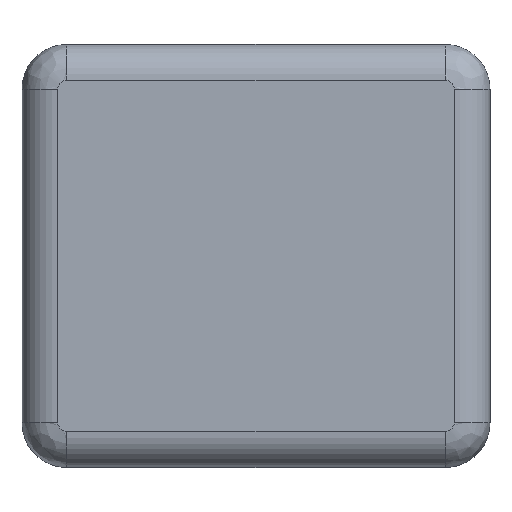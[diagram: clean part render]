
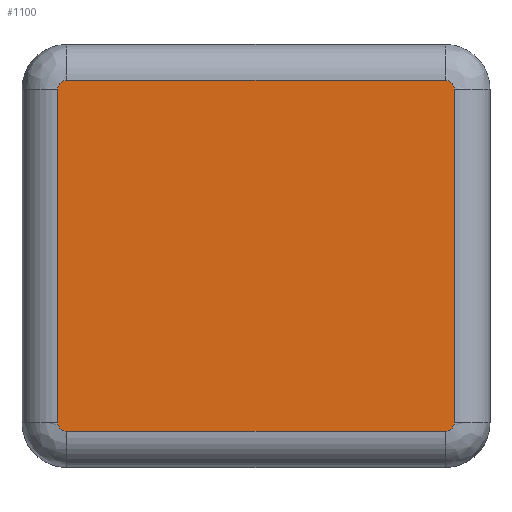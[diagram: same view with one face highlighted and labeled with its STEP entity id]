
A CAD part, top view. The second image highlights one B-rep face of the part: STEP entity #1100.
In plain terms, the highlighted planar face has unit normal (0, 0, 1).
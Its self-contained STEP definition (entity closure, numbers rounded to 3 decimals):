
#54=CIRCLE('',#1211,1.588);
#60=CIRCLE('',#1218,1.588);
#63=CIRCLE('',#1222,1.588);
#67=CIRCLE('',#1227,1.588);
#114=PLANE('',#1232);
#172=FACE_OUTER_BOUND('',#243,.T.);
#243=EDGE_LOOP('',(#930,#931,#932,#933,#934,#935,#936,#937));
#337=LINE('',#1919,#422);
#338=LINE('',#1936,#423);
#339=LINE('',#1952,#424);
#340=LINE('',#1968,#425);
#422=VECTOR('',#1499,10.);
#423=VECTOR('',#1510,10.);
#424=VECTOR('',#1519,10.);
#425=VECTOR('',#1528,10.);
#515=VERTEX_POINT('',#1910);
#516=VERTEX_POINT('',#1912);
#517=VERTEX_POINT('',#1917);
#518=VERTEX_POINT('',#1929);
#519=VERTEX_POINT('',#1934);
#520=VERTEX_POINT('',#1946);
#521=VERTEX_POINT('',#1950);
#522=VERTEX_POINT('',#1962);
#648=EDGE_CURVE('',#515,#516,#54,.T.);
#652=EDGE_CURVE('',#516,#517,#337,.T.);
#655=EDGE_CURVE('',#517,#518,#60,.T.);
#657=EDGE_CURVE('',#518,#519,#338,.T.);
#659=EDGE_CURVE('',#519,#520,#63,.T.);
#661=EDGE_CURVE('',#520,#521,#339,.T.);
#664=EDGE_CURVE('',#521,#522,#67,.T.);
#665=EDGE_CURVE('',#522,#515,#340,.T.);
#930=ORIENTED_EDGE('',*,*,#648,.F.);
#931=ORIENTED_EDGE('',*,*,#665,.F.);
#932=ORIENTED_EDGE('',*,*,#664,.F.);
#933=ORIENTED_EDGE('',*,*,#661,.F.);
#934=ORIENTED_EDGE('',*,*,#659,.F.);
#935=ORIENTED_EDGE('',*,*,#657,.F.);
#936=ORIENTED_EDGE('',*,*,#655,.F.);
#937=ORIENTED_EDGE('',*,*,#652,.F.);
#1100=ADVANCED_FACE('',(#172),#114,.T.);
#1211=AXIS2_PLACEMENT_3D('',#1913,#1489,#1490);
#1218=AXIS2_PLACEMENT_3D('',#1932,#1504,#1505);
#1222=AXIS2_PLACEMENT_3D('',#1948,#1513,#1514);
#1227=AXIS2_PLACEMENT_3D('',#1966,#1524,#1525);
#1232=AXIS2_PLACEMENT_3D('',#1975,#1538,#1539);
#1489=DIRECTION('center_axis',(0.,0.,-1.));
#1490=DIRECTION('ref_axis',(-0.707,0.707,0.));
#1499=DIRECTION('',(1.,0.,0.));
#1504=DIRECTION('center_axis',(0.,0.,-1.));
#1505=DIRECTION('ref_axis',(0.707,0.707,0.));
#1510=DIRECTION('',(0.,-1.,0.));
#1513=DIRECTION('center_axis',(0.,0.,-1.));
#1514=DIRECTION('ref_axis',(0.707,-0.707,0.));
#1519=DIRECTION('',(-1.,0.,0.));
#1524=DIRECTION('center_axis',(0.,0.,-1.));
#1525=DIRECTION('ref_axis',(-0.707,-0.707,0.));
#1528=DIRECTION('',(0.,1.,0.));
#1538=DIRECTION('center_axis',(0.,0.,1.));
#1539=DIRECTION('ref_axis',(1.,0.,0.));
#1910=CARTESIAN_POINT('',(6.35,-7.938,36.5));
#1912=CARTESIAN_POINT('',(7.938,-6.35,36.5));
#1913=CARTESIAN_POINT('Origin',(7.938,-7.938,36.5));
#1917=CARTESIAN_POINT('',(75.063,-6.35,36.5));
#1919=CARTESIAN_POINT('',(62.25,-6.35,36.5));
#1929=CARTESIAN_POINT('',(76.65,-7.938,36.5));
#1932=CARTESIAN_POINT('Origin',(75.063,-7.938,36.5));
#1934=CARTESIAN_POINT('',(76.65,-67.063,36.5));
#1936=CARTESIAN_POINT('',(76.65,-56.25,36.5));
#1946=CARTESIAN_POINT('',(75.063,-68.65,36.5));
#1948=CARTESIAN_POINT('Origin',(75.063,-67.063,36.5));
#1950=CARTESIAN_POINT('',(7.938,-68.65,36.5));
#1952=CARTESIAN_POINT('',(20.75,-68.65,36.5));
#1962=CARTESIAN_POINT('',(6.35,-67.063,36.5));
#1966=CARTESIAN_POINT('Origin',(7.938,-67.063,36.5));
#1968=CARTESIAN_POINT('',(6.35,-18.75,36.5));
#1975=CARTESIAN_POINT('Origin',(41.5,-37.5,36.5));
